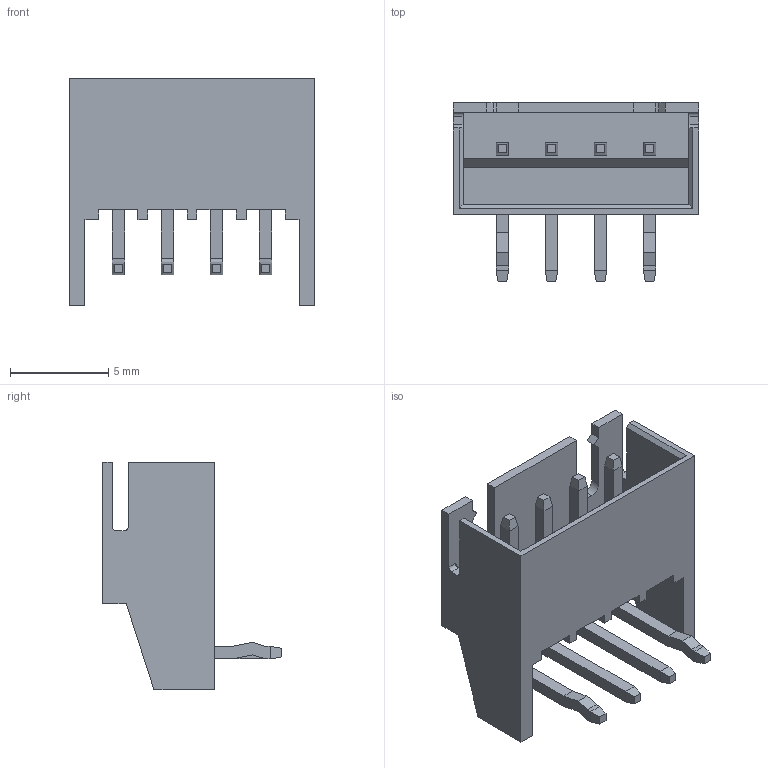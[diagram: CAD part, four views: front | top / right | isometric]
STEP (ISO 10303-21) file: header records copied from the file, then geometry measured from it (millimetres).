
FILE_DESCRIPTION (( 'STEP AP214' ), '1' );
FILE_NAME ('FWF25002-S04B22W1B-REF.STEP', '2026-03-26T02:08:19', ( '' ), ( '' ), 'SwSTEP 2.0', 'SolidWorks 2021', '' );
FILE_SCHEMA (( 'AUTOMOTIVE_DESIGN' ));
Length unit declared in the file: millimetre
Products named in the file (1): FWF25002-S04B22W1B-REF
Bounding box: 12.5 x 9.1 x 11.6 mm (x, y, z)
Volume: 217.6 mm3; surface area: 814 mm2
Topology: 1 solids, 1 shells, 171 faces, 449 edges, 288 vertices
Faces by surface type: plane 157, cylinder 14
Entity records: 5173 total; most frequent: CARTESIAN_POINT 909, ORIENTED_EDGE 898, DIRECTION 821, EDGE_CURVE 449, VECTOR 421, LINE 421, VERTEX_POINT 288, AXIS2_PLACEMENT_3D 200
